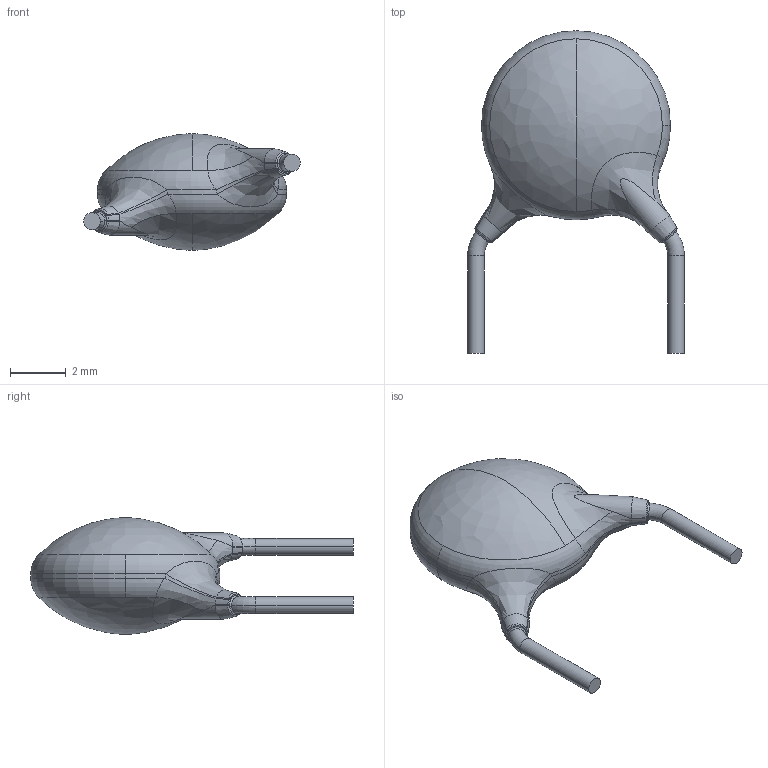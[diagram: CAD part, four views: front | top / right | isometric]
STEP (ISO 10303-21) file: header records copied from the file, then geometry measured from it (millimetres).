
FILE_DESCRIPTION (( 'STEP AP214' ), '1' );
FILE_NAME ('User Library-Y2222.STEP', '2021-07-01T06:52:04', ( '' ), ( '' ), 'SwSTEP 2.0', 'SolidWorks 2021', '' );
FILE_SCHEMA (( 'AUTOMOTIVE_DESIGN' ));
Length unit declared in the file: millimetre
Products named in the file (1): User Library-Y2222
Bounding box: 7.8 x 11.6 x 4.2 mm (x, y, z)
Volume: 104.4 mm3; surface area: 136.7 mm2
Topology: 1 solids, 1 shells, 84 faces, 198 edges, 114 vertices
Faces by surface type: bspline 40, cylinder 18, torus 16, cone 6, plane 4
Entity records: 4746 total; most frequent: CARTESIAN_POINT 2161, ORIENTED_EDGE 388, DIRECTION 276, EDGE_CURVE 194, AXIS2_PLACEMENT_3D 129, VERTEX_POINT 114, B_SPLINE_CURVE_WITH_KNOTS 92, UNCERTAINTY_MEASURE_WITH_UNIT 87
